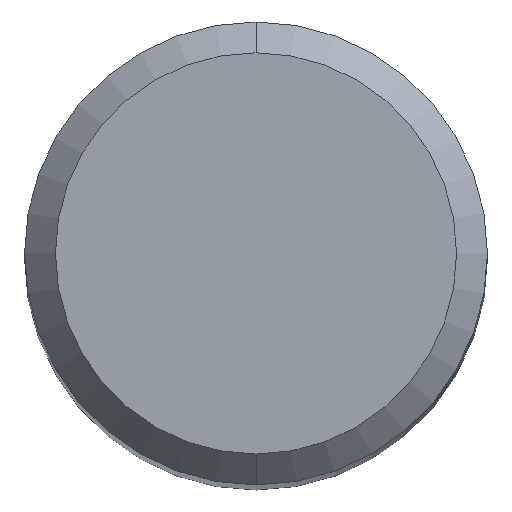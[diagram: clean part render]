
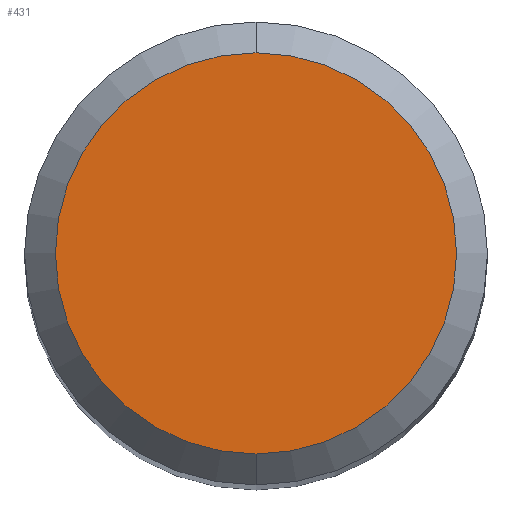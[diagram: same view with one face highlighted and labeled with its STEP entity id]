
A CAD part, top view. The second image highlights one B-rep face of the part: STEP entity #431.
In plain terms, the highlighted planar face has unit normal (0, 0, 1).
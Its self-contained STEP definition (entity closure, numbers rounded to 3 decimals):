
#193=VERTEX_POINT('',#493);
#293=EDGE_CURVE('',#427,#193,#603,.T.);
#337=EDGE_CURVE('',#193,#427,#649,.T.);
#427=VERTEX_POINT('',#752);
#431=ADVANCED_FACE('',(#756),#757,.T.);
#493=CARTESIAN_POINT('',(0.0,2.6,0.0));
#603=CIRCLE('',#1095,2.6);
#649=CIRCLE('',#1196,2.6);
#752=CARTESIAN_POINT('',(0.,-2.6,0.0));
#756=FACE_OUTER_BOUND('',#1339,.T.);
#757=PLANE('',#1340);
#1095=AXIS2_PLACEMENT_3D('',#1549,#1550,#1551);
#1196=AXIS2_PLACEMENT_3D('',#1606,#1607,#1608);
#1339=EDGE_LOOP('',(#1739,#1740));
#1340=AXIS2_PLACEMENT_3D('',#1741,#1742,#1743);
#1549=CARTESIAN_POINT('',(0.0,0.0,0.0));
#1550=DIRECTION('',(0.0,0.0,-1.0));
#1551=DIRECTION('',(0.0,1.0,0.0));
#1606=CARTESIAN_POINT('',(0.0,0.0,0.0));
#1607=DIRECTION('',(0.0,0.0,-1.0));
#1608=DIRECTION('',(0.0,1.0,0.0));
#1739=ORIENTED_EDGE('',*,*,#337,.F.);
#1740=ORIENTED_EDGE('',*,*,#293,.F.);
#1741=CARTESIAN_POINT('',(0.0,1.3,0.0));
#1742=DIRECTION('',(-0.0,0.0,1.0));
#1743=DIRECTION('',(0.0,-1.0,0.0));
